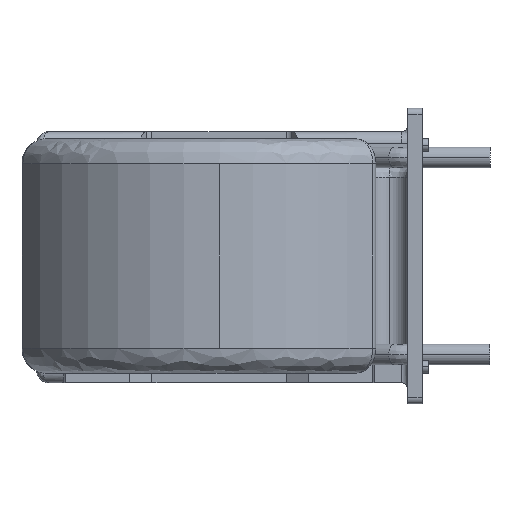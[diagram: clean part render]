
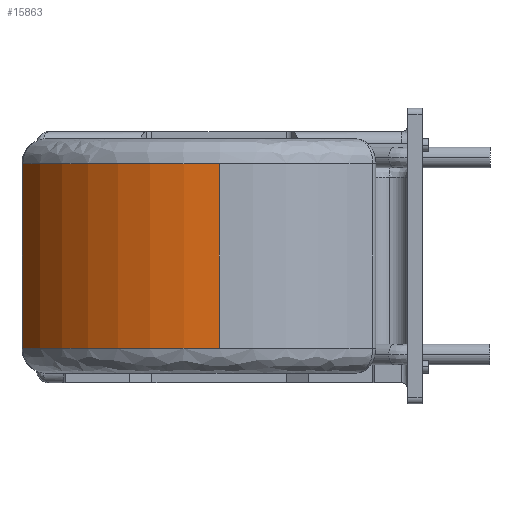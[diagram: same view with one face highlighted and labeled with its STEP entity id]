
A CAD part, left-side view. The second image highlights one B-rep face of the part: STEP entity #15863.
In plain terms, the highlighted cylindrical face has radius 17.5 mm (diameter 35 mm), a partial arc.
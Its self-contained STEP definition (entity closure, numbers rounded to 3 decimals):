
#88 = VERTEX_POINT ( 'NONE', #4859 ) ;
#233 = VECTOR ( 'NONE', #17306, 1000. ) ;
#328 = VERTEX_POINT ( 'NONE', #15515 ) ;
#674 = EDGE_CURVE ( 'NONE', #88, #781, #15448, .T. ) ;
#781 = VERTEX_POINT ( 'NONE', #15729 ) ;
#983 = DIRECTION ( 'NONE',  ( 0., 0., 1. ) ) ;
#1052 = CARTESIAN_POINT ( 'NONE',  ( 0., 0., 7.5 ) ) ;
#1458 = EDGE_CURVE ( 'NONE', #12642, #781, #10044, .T. ) ;
#2633 = CARTESIAN_POINT ( 'NONE',  ( -7.259, 15.923, 9.5 ) ) ;
#3575 = DIRECTION ( 'NONE',  ( -1., 0., 0. ) ) ;
#4741 = CARTESIAN_POINT ( 'NONE',  ( 0., 0., -7.5 ) ) ;
#4859 = CARTESIAN_POINT ( 'NONE',  ( -7.259, 15.923, -7.5 ) ) ;
#5055 = ORIENTED_EDGE ( 'NONE', *, *, #1458, .F. ) ;
#6459 = DIRECTION ( 'NONE',  ( 0., 0., -1. ) ) ;
#6565 = AXIS2_PLACEMENT_3D ( 'NONE', #10751, #6459, #3575 ) ;
#6996 = DIRECTION ( 'NONE',  ( 0., 0., -1. ) ) ;
#7616 = AXIS2_PLACEMENT_3D ( 'NONE', #1052, #983, #12147 ) ;
#8500 = CYLINDRICAL_SURFACE ( 'NONE', #6565, 17.5 ) ;
#9528 = EDGE_CURVE ( 'NONE', #328, #88, #16671, .T. ) ;
#10044 = LINE ( 'NONE', #14766, #233 ) ;
#10699 = AXIS2_PLACEMENT_3D ( 'NONE', #4741, #15918, #14535 ) ;
#10751 = CARTESIAN_POINT ( 'NONE',  ( 0., 0., 9.5 ) ) ;
#11320 = CARTESIAN_POINT ( 'NONE',  ( -17.5, 0., 7.5 ) ) ;
#12147 = DIRECTION ( 'NONE',  ( 1., 0., 0. ) ) ;
#12208 = FACE_OUTER_BOUND ( 'NONE', #13202, .T. ) ;
#12318 = CIRCLE ( 'NONE', #7616, 17.5 ) ;
#12642 = VERTEX_POINT ( 'NONE', #11320 ) ;
#12992 = VECTOR ( 'NONE', #6996, 1000. ) ;
#13202 = EDGE_LOOP ( 'NONE', ( #5055, #15247, #15535, #17314 ) ) ;
#13960 = EDGE_CURVE ( 'NONE', #328, #12642, #12318, .T. ) ;
#14535 = DIRECTION ( 'NONE',  ( -1., 0., 0. ) ) ;
#14766 = CARTESIAN_POINT ( 'NONE',  ( -17.5, 0., 9.5 ) ) ;
#15247 = ORIENTED_EDGE ( 'NONE', *, *, #13960, .F. ) ;
#15448 = CIRCLE ( 'NONE', #10699, 17.5 ) ;
#15515 = CARTESIAN_POINT ( 'NONE',  ( -7.259, 15.923, 7.5 ) ) ;
#15535 = ORIENTED_EDGE ( 'NONE', *, *, #9528, .T. ) ;
#15729 = CARTESIAN_POINT ( 'NONE',  ( -17.5, 0., -7.5 ) ) ;
#15863 = ADVANCED_FACE ( 'NONE', ( #12208 ), #8500, .T. ) ;
#15918 = DIRECTION ( 'NONE',  ( 0., 0., 1. ) ) ;
#16671 = LINE ( 'NONE', #2633, #12992 ) ;
#17306 = DIRECTION ( 'NONE',  ( 0., 0., -1. ) ) ;
#17314 = ORIENTED_EDGE ( 'NONE', *, *, #674, .T. ) ;
